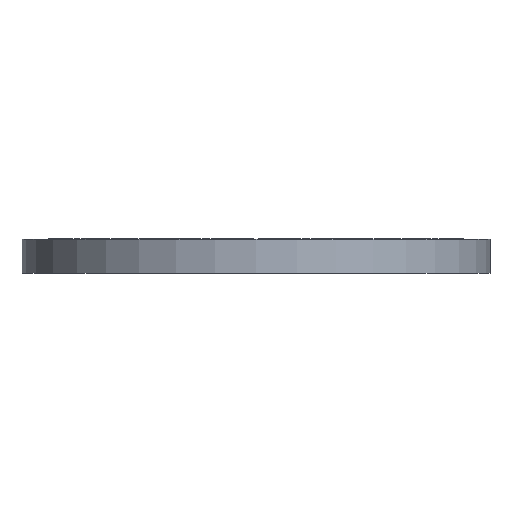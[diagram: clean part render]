
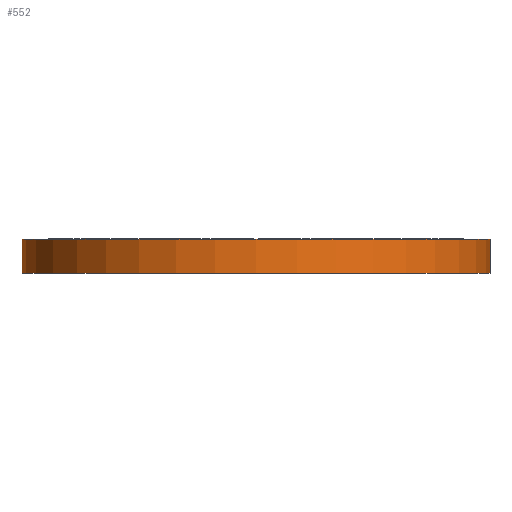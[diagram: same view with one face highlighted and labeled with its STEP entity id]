
A CAD part, front view. The second image highlights one B-rep face of the part: STEP entity #552.
In plain terms, the highlighted cylindrical face has radius 11 mm (diameter 22 mm), a full revolution.
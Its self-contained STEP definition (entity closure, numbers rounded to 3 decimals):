
#552 = ADVANCED_FACE( '', ( #1530, #1531 ), #1532, .T. );
#1530 = FACE_OUTER_BOUND( '', #3099, .T. );
#1531 = FACE_OUTER_BOUND( '', #3100, .T. );
#1532 = CYLINDRICAL_SURFACE( '', #3101, 11. );
#3099 = EDGE_LOOP( '', ( #8092 ) );
#3100 = EDGE_LOOP( '', ( #8093 ) );
#3101 = AXIS2_PLACEMENT_3D( '', #8094, #8095, #8096 );
#8092 = ORIENTED_EDGE( '', *, *, #12004, .T. );
#8093 = ORIENTED_EDGE( '', *, *, #12005, .T. );
#8094 = CARTESIAN_POINT( '', ( 0., 0., 0. ) );
#8095 = DIRECTION( '', ( 0., 0., 1. ) );
#8096 = DIRECTION( '', ( 1., 0., 0. ) );
#12004 = EDGE_CURVE( '', #13943, #13943, #13944, .F. );
#12005 = EDGE_CURVE( '', #13945, #13945, #13946, .F. );
#13943 = VERTEX_POINT( '', #16810 );
#13944 = CIRCLE( '', #16811, 11. );
#13945 = VERTEX_POINT( '', #16812 );
#13946 = CIRCLE( '', #16813, 11. );
#16810 = CARTESIAN_POINT( '', ( 11., 0., 0. ) );
#16811 = AXIS2_PLACEMENT_3D( '', #21307, #21308, #21309 );
#16812 = CARTESIAN_POINT( '', ( -11., 0., -1.6 ) );
#16813 = AXIS2_PLACEMENT_3D( '', #21310, #21311, #21312 );
#21307 = CARTESIAN_POINT( '', ( 0., 0., 0. ) );
#21308 = DIRECTION( '', ( 0., 0., 1. ) );
#21309 = DIRECTION( '', ( 1., 0., 0. ) );
#21310 = CARTESIAN_POINT( '', ( 0., 0., -1.6 ) );
#21311 = DIRECTION( '', ( 0., 0., -1. ) );
#21312 = DIRECTION( '', ( -1., 0., 0. ) );
